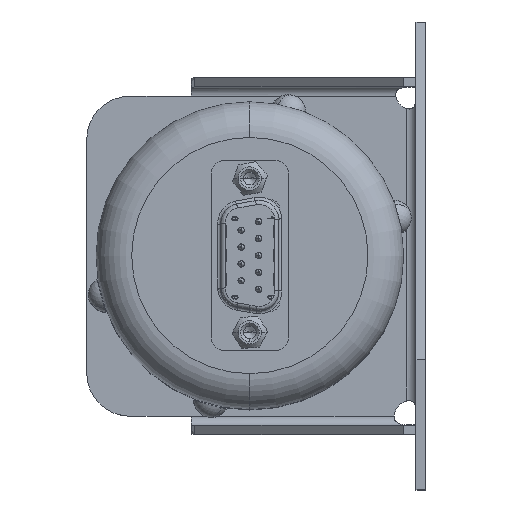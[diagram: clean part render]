
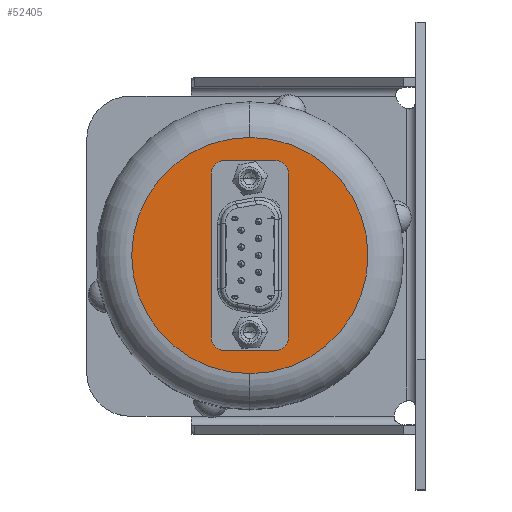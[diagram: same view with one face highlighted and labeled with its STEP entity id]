
A CAD part, top view. The second image highlights one B-rep face of the part: STEP entity #52405.
In plain terms, the highlighted planar face has unit normal (0, 0, 1).
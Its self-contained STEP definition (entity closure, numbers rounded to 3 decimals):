
#1009 = CIRCLE ( 'NONE', #34357, 1.3 ) ;
#1098 = ORIENTED_EDGE ( 'NONE', *, *, #39287, .F. ) ;
#1796 = VERTEX_POINT ( 'NONE', #30650 ) ;
#1807 = CARTESIAN_POINT ( 'NONE',  ( -12.5, 0., 60. ) ) ;
#2691 = EDGE_CURVE ( 'NONE', #56431, #37763, #10538, .T. ) ;
#3141 = DIRECTION ( 'NONE',  ( 1., 0., 0. ) ) ;
#6004 = CIRCLE ( 'NONE', #56855, 1.3 ) ;
#6543 = DIRECTION ( 'NONE',  ( 0., 0., 1. ) ) ;
#7087 = EDGE_CURVE ( 'NONE', #12285, #28659, #18322, .T. ) ;
#7177 = FACE_OUTER_BOUND ( 'NONE', #30236, .T. ) ;
#7202 = AXIS2_PLACEMENT_3D ( 'NONE', #39369, #52874, #11310 ) ;
#7375 = CARTESIAN_POINT ( 'NONE',  ( 10., 4.074, 60. ) ) ;
#7619 = DIRECTION ( 'NONE',  ( 0., 0., 1. ) ) ;
#7865 = CARTESIAN_POINT ( 'NONE',  ( 10., 4.074, 60. ) ) ;
#7905 = DIRECTION ( 'NONE',  ( 1., 0., 0. ) ) ;
#8952 = CARTESIAN_POINT ( 'NONE',  ( -8.72, 5.6, 60. ) ) ;
#9416 = EDGE_LOOP ( 'NONE', ( #1098, #30298, #44311, #19836, #12770, #57243, #58959, #27914, #51313 ) ) ;
#9594 = DIRECTION ( 'NONE',  ( 1., 0., 0. ) ) ;
#10538 = LINE ( 'NONE', #27643, #45023 ) ;
#11310 = DIRECTION ( 'NONE',  ( 1., 0., 0. ) ) ;
#11983 = CIRCLE ( 'NONE', #27003, 2.25 ) ;
#12093 = VECTOR ( 'NONE', #24380, 1000. ) ;
#12285 = VERTEX_POINT ( 'NONE', #48890 ) ;
#12770 = ORIENTED_EDGE ( 'NONE', *, *, #7087, .F. ) ;
#15956 = CARTESIAN_POINT ( 'NONE',  ( -7.203, -4.3, 60. ) ) ;
#16720 = CIRCLE ( 'NONE', #41755, 2.25 ) ;
#17307 = DIRECTION ( 'NONE',  ( 0., 0., 1. ) ) ;
#17496 = EDGE_CURVE ( 'NONE', #39865, #39515, #43201, .T. ) ;
#17555 = CIRCLE ( 'NONE', #54408, 2.25 ) ;
#17888 = VERTEX_POINT ( 'NONE', #57658 ) ;
#18322 = CIRCLE ( 'NONE', #56478, 1.3 ) ;
#19731 = CARTESIAN_POINT ( 'NONE',  ( 7.203, -5.6, 60. ) ) ;
#19836 = ORIENTED_EDGE ( 'NONE', *, *, #24761, .F. ) ;
#22023 = EDGE_LOOP ( 'NONE', ( #39707, #59694 ) ) ;
#22472 = VERTEX_POINT ( 'NONE', #36982 ) ;
#23016 = ORIENTED_EDGE ( 'NONE', *, *, #33594, .F. ) ;
#23271 = FACE_BOUND ( 'NONE', #9416, .T. ) ;
#23723 = EDGE_LOOP ( 'NONE', ( #23016, #30744 ) ) ;
#24005 = CARTESIAN_POINT ( 'NONE',  ( 0., 0., 60. ) ) ;
#24380 = DIRECTION ( 'NONE',  ( 0.174, -0.985, 0. ) ) ;
#24512 = CARTESIAN_POINT ( 'NONE',  ( -7.203, -5.6, 60. ) ) ;
#24761 = EDGE_CURVE ( 'NONE', #28659, #49224, #41134, .T. ) ;
#24984 = DIRECTION ( 'NONE',  ( 1., 0., 0. ) ) ;
#25787 = DIRECTION ( 'NONE',  ( -1., 0., 0. ) ) ;
#25945 = EDGE_CURVE ( 'NONE', #22472, #39141, #31539, .T. ) ;
#26552 = CARTESIAN_POINT ( 'NONE',  ( 8.72, 4.3, 60. ) ) ;
#26659 = ORIENTED_EDGE ( 'NONE', *, *, #36664, .T. ) ;
#27003 = AXIS2_PLACEMENT_3D ( 'NONE', #37621, #60754, #9594 ) ;
#27007 = PLANE ( 'NONE',  #38469 ) ;
#27158 = CIRCLE ( 'NONE', #7202, 1.3 ) ;
#27643 = CARTESIAN_POINT ( 'NONE',  ( 7.203, -5.6, 60. ) ) ;
#27890 = EDGE_CURVE ( 'NONE', #28311, #1796, #11983, .T. ) ;
#27914 = ORIENTED_EDGE ( 'NONE', *, *, #31295, .F. ) ;
#28057 = CARTESIAN_POINT ( 'NONE',  ( -10.25, 0., 60. ) ) ;
#28311 = VERTEX_POINT ( 'NONE', #29606 ) ;
#28659 = VERTEX_POINT ( 'NONE', #58926 ) ;
#29155 = FACE_BOUND ( 'NONE', #23723, .T. ) ;
#29606 = CARTESIAN_POINT ( 'NONE',  ( 10.25, 0., 60. ) ) ;
#30236 = EDGE_LOOP ( 'NONE', ( #26659, #47840 ) ) ;
#30298 = ORIENTED_EDGE ( 'NONE', *, *, #46029, .F. ) ;
#30650 = CARTESIAN_POINT ( 'NONE',  ( 14.75, 0., 60. ) ) ;
#30744 = ORIENTED_EDGE ( 'NONE', *, *, #27890, .F. ) ;
#31237 = CARTESIAN_POINT ( 'NONE',  ( 12.5, 0., 60. ) ) ;
#31295 = EDGE_CURVE ( 'NONE', #37763, #48680, #27158, .T. ) ;
#31526 = DIRECTION ( 'NONE',  ( 1., 0., 0. ) ) ;
#31539 = CIRCLE ( 'NONE', #49348, 2.25 ) ;
#31541 = CIRCLE ( 'NONE', #43166, 1.3 ) ;
#32627 = VERTEX_POINT ( 'NONE', #7865 ) ;
#33190 = AXIS2_PLACEMENT_3D ( 'NONE', #24005, #33620, #38312 ) ;
#33434 = CARTESIAN_POINT ( 'NONE',  ( -10., 4.074, 60. ) ) ;
#33588 = CARTESIAN_POINT ( 'NONE',  ( -8.484, -4.526, 60. ) ) ;
#33594 = EDGE_CURVE ( 'NONE', #1796, #28311, #16720, .T. ) ;
#33620 = DIRECTION ( 'NONE',  ( 0., 0., 1. ) ) ;
#34008 = DIRECTION ( 'NONE',  ( 0., 0., 1. ) ) ;
#34357 = AXIS2_PLACEMENT_3D ( 'NONE', #42278, #45981, #50652 ) ;
#35961 = DIRECTION ( 'NONE',  ( 0., 0., 1. ) ) ;
#36664 = EDGE_CURVE ( 'NONE', #39515, #39865, #46550, .T. ) ;
#36982 = CARTESIAN_POINT ( 'NONE',  ( -14.75, 0., 60. ) ) ;
#37168 = CARTESIAN_POINT ( 'NONE',  ( -8.72, 5.6, 60. ) ) ;
#37621 = CARTESIAN_POINT ( 'NONE',  ( 12.5, 0., 60. ) ) ;
#37763 = VERTEX_POINT ( 'NONE', #19731 ) ;
#38292 = CARTESIAN_POINT ( 'NONE',  ( -8.72, 4.3, 60. ) ) ;
#38312 = DIRECTION ( 'NONE',  ( 1., 0., 0. ) ) ;
#38469 = AXIS2_PLACEMENT_3D ( 'NONE', #55074, #54875, #31526 ) ;
#39141 = VERTEX_POINT ( 'NONE', #28057 ) ;
#39287 = EDGE_CURVE ( 'NONE', #17888, #56431, #6004, .T. ) ;
#39369 = CARTESIAN_POINT ( 'NONE',  ( 7.203, -4.3, 60. ) ) ;
#39515 = VERTEX_POINT ( 'NONE', #47114 ) ;
#39707 = ORIENTED_EDGE ( 'NONE', *, *, #53758, .F. ) ;
#39789 = CARTESIAN_POINT ( 'NONE',  ( 0., 0., 60. ) ) ;
#39865 = VERTEX_POINT ( 'NONE', #55076 ) ;
#40197 = DIRECTION ( 'NONE',  ( 1., 0., 0. ) ) ;
#40352 = DIRECTION ( 'NONE',  ( 0.174, 0.985, 0. ) ) ;
#41118 = EDGE_CURVE ( 'NONE', #49224, #42368, #31541, .T. ) ;
#41134 = LINE ( 'NONE', #8952, #55042 ) ;
#41755 = AXIS2_PLACEMENT_3D ( 'NONE', #31237, #17307, #3141 ) ;
#42278 = CARTESIAN_POINT ( 'NONE',  ( 8.72, 4.3, 60. ) ) ;
#42368 = VERTEX_POINT ( 'NONE', #33434 ) ;
#42636 = DIRECTION ( 'NONE',  ( 1., 0., 0. ) ) ;
#43166 = AXIS2_PLACEMENT_3D ( 'NONE', #38292, #34008, #42636 ) ;
#43201 = CIRCLE ( 'NONE', #60788, 19.2 ) ;
#44028 = DIRECTION ( 'NONE',  ( 0., 0., 1. ) ) ;
#44311 = ORIENTED_EDGE ( 'NONE', *, *, #41118, .F. ) ;
#45023 = VECTOR ( 'NONE', #46082, 1000. ) ;
#45826 = LINE ( 'NONE', #33588, #12093 ) ;
#45981 = DIRECTION ( 'NONE',  ( 0., 0., 1. ) ) ;
#46029 = EDGE_CURVE ( 'NONE', #42368, #17888, #45826, .T. ) ;
#46079 = CARTESIAN_POINT ( 'NONE',  ( 8.484, -4.526, 60. ) ) ;
#46082 = DIRECTION ( 'NONE',  ( 1., 0., 0. ) ) ;
#46550 = CIRCLE ( 'NONE', #33190, 19.2 ) ;
#47052 = EDGE_CURVE ( 'NONE', #32627, #12285, #1009, .T. ) ;
#47114 = CARTESIAN_POINT ( 'NONE',  ( 19.2, 0., 60. ) ) ;
#47840 = ORIENTED_EDGE ( 'NONE', *, *, #17496, .T. ) ;
#48680 = VERTEX_POINT ( 'NONE', #46079 ) ;
#48890 = CARTESIAN_POINT ( 'NONE',  ( 10.02, 4.3, 60. ) ) ;
#49224 = VERTEX_POINT ( 'NONE', #37168 ) ;
#49348 = AXIS2_PLACEMENT_3D ( 'NONE', #1807, #6543, #24984 ) ;
#50652 = DIRECTION ( 'NONE',  ( 1., 0., 0. ) ) ;
#51103 = VECTOR ( 'NONE', #40352, 1000. ) ;
#51313 = ORIENTED_EDGE ( 'NONE', *, *, #2691, .F. ) ;
#51320 = DIRECTION ( 'NONE',  ( -1., 0., 0. ) ) ;
#52281 = EDGE_CURVE ( 'NONE', #48680, #32627, #58457, .T. ) ;
#52405 = ADVANCED_FACE ( 'NONE', ( #23271, #29155, #59906, #7177 ), #27007, .T. ) ;
#52874 = DIRECTION ( 'NONE',  ( 0., 0., 1. ) ) ;
#53187 = CARTESIAN_POINT ( 'NONE',  ( -12.5, 0., 60. ) ) ;
#53220 = DIRECTION ( 'NONE',  ( 0., 0., 1. ) ) ;
#53758 = EDGE_CURVE ( 'NONE', #39141, #22472, #17555, .T. ) ;
#54408 = AXIS2_PLACEMENT_3D ( 'NONE', #53187, #44028, #57880 ) ;
#54875 = DIRECTION ( 'NONE',  ( 0., 0., 1. ) ) ;
#55042 = VECTOR ( 'NONE', #51320, 1000. ) ;
#55074 = CARTESIAN_POINT ( 'NONE',  ( 0., 0., 60. ) ) ;
#55076 = CARTESIAN_POINT ( 'NONE',  ( -19.2, 0., 60. ) ) ;
#56431 = VERTEX_POINT ( 'NONE', #24512 ) ;
#56478 = AXIS2_PLACEMENT_3D ( 'NONE', #26552, #35961, #7905 ) ;
#56855 = AXIS2_PLACEMENT_3D ( 'NONE', #15956, #53220, #25787 ) ;
#57243 = ORIENTED_EDGE ( 'NONE', *, *, #47052, .F. ) ;
#57658 = CARTESIAN_POINT ( 'NONE',  ( -8.484, -4.526, 60. ) ) ;
#57880 = DIRECTION ( 'NONE',  ( 1., 0., 0. ) ) ;
#58457 = LINE ( 'NONE', #7375, #51103 ) ;
#58926 = CARTESIAN_POINT ( 'NONE',  ( 8.72, 5.6, 60. ) ) ;
#58959 = ORIENTED_EDGE ( 'NONE', *, *, #52281, .F. ) ;
#59694 = ORIENTED_EDGE ( 'NONE', *, *, #25945, .F. ) ;
#59906 = FACE_BOUND ( 'NONE', #22023, .T. ) ;
#60754 = DIRECTION ( 'NONE',  ( 0., 0., 1. ) ) ;
#60788 = AXIS2_PLACEMENT_3D ( 'NONE', #39789, #7619, #40197 ) ;
